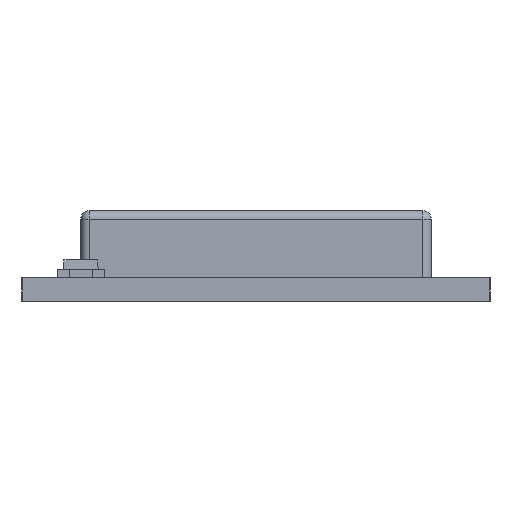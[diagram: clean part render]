
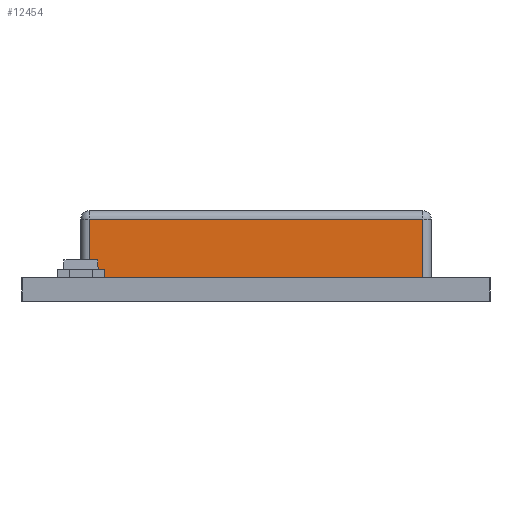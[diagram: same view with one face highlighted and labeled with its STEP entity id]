
A CAD part, left-side view. The second image highlights one B-rep face of the part: STEP entity #12454.
In plain terms, the highlighted planar face has unit normal (-1, 0, 0).
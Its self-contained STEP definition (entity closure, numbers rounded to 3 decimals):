
#646=PLANE('',#13227);
#1148=FACE_OUTER_BOUND('',#1829,.T.);
#1829=EDGE_LOOP('',(#9777,#9778,#9779,#9780));
#2559=LINE('',#17330,#3987);
#3126=LINE('',#18492,#4554);
#3127=LINE('',#18493,#4555);
#3128=LINE('',#18494,#4556);
#3987=VECTOR('',#14064,1.);
#4554=VECTOR('',#15097,1.);
#4555=VECTOR('',#15098,1.);
#4556=VECTOR('',#15099,1.);
#5537=VERTEX_POINT('',#17328);
#5538=VERTEX_POINT('',#17329);
#5899=VERTEX_POINT('',#18490);
#5900=VERTEX_POINT('',#18491);
#6717=EDGE_CURVE('',#5537,#5538,#2559,.T.);
#7304=EDGE_CURVE('',#5899,#5900,#3126,.T.);
#7305=EDGE_CURVE('',#5900,#5537,#3127,.T.);
#7306=EDGE_CURVE('',#5538,#5899,#3128,.T.);
#9777=ORIENTED_EDGE('',*,*,#7304,.T.);
#9778=ORIENTED_EDGE('',*,*,#7305,.T.);
#9779=ORIENTED_EDGE('',*,*,#6717,.T.);
#9780=ORIENTED_EDGE('',*,*,#7306,.T.);
#12454=ADVANCED_FACE('',(#1148),#646,.F.);
#13227=AXIS2_PLACEMENT_3D('',#18489,#15095,#15096);
#14064=DIRECTION('',(0.,-1.,0.));
#15095=DIRECTION('center_axis',(1.,0.,0.));
#15096=DIRECTION('ref_axis',(0.,0.,-1.));
#15097=DIRECTION('',(0.,1.,0.));
#15098=DIRECTION('',(0.,0.,-1.));
#15099=DIRECTION('',(0.,0.,1.));
#17328=CARTESIAN_POINT('',(-8.43,5.7,0.81));
#17329=CARTESIAN_POINT('',(-8.43,-5.7,0.81));
#17330=CARTESIAN_POINT('',(-8.43,-6.,0.81));
#18489=CARTESIAN_POINT('Origin',(-8.43,-6.,3.11));
#18490=CARTESIAN_POINT('',(-8.43,-5.7,2.81));
#18491=CARTESIAN_POINT('',(-8.43,5.7,2.81));
#18492=CARTESIAN_POINT('',(-8.43,6.,2.81));
#18493=CARTESIAN_POINT('',(-8.43,5.7,3.11));
#18494=CARTESIAN_POINT('',(-8.43,-5.7,3.11));
